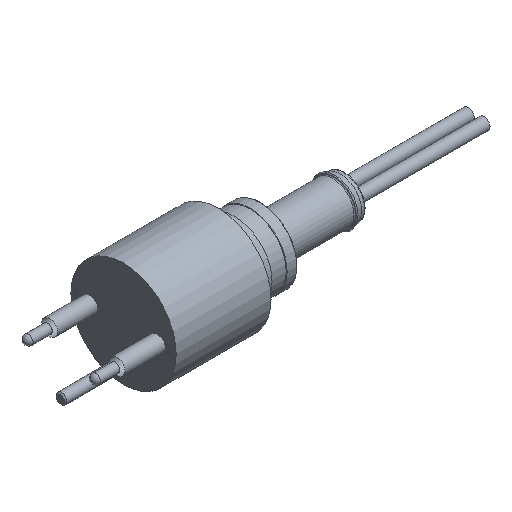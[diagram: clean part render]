
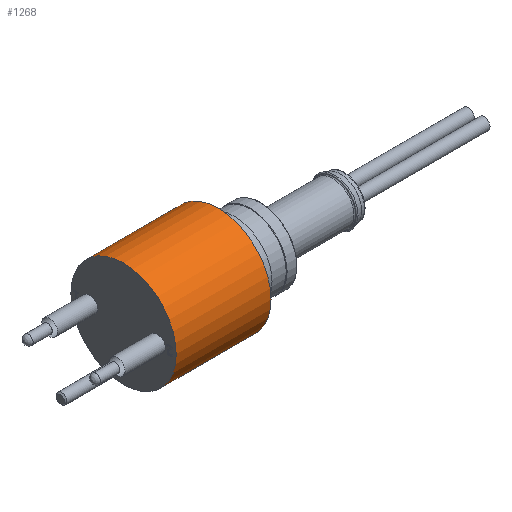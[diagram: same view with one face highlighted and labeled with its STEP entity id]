
A CAD part, isometric view. The second image highlights one B-rep face of the part: STEP entity #1268.
In plain terms, the highlighted cylindrical face has radius 15.875 mm (diameter 31.75 mm), a full revolution.
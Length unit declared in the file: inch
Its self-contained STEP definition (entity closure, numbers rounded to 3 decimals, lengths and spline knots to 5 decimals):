
#26=CYLINDRICAL_SURFACE('',#1393,0.625);
#89=CIRCLE('',#1380,0.625);
#90=CIRCLE('',#1381,0.625);
#93=CIRCLE('',#1385,0.625);
#94=CIRCLE('',#1386,0.625);
#210=FACE_OUTER_BOUND('',#292,.T.);
#292=EDGE_LOOP('',(#996,#997,#998,#999,#1000,#1001));
#377=LINE('',#2230,#454);
#454=VECTOR('',#1670,0.625);
#564=VERTEX_POINT('',#2204);
#565=VERTEX_POINT('',#2205);
#568=VERTEX_POINT('',#2213);
#569=VERTEX_POINT('',#2214);
#720=EDGE_CURVE('',#564,#565,#89,.T.);
#721=EDGE_CURVE('',#565,#564,#90,.T.);
#724=EDGE_CURVE('',#568,#569,#93,.T.);
#725=EDGE_CURVE('',#569,#568,#94,.T.);
#732=EDGE_CURVE('',#569,#565,#377,.T.);
#996=ORIENTED_EDGE('',*,*,#724,.F.);
#997=ORIENTED_EDGE('',*,*,#725,.F.);
#998=ORIENTED_EDGE('',*,*,#732,.T.);
#999=ORIENTED_EDGE('',*,*,#721,.T.);
#1000=ORIENTED_EDGE('',*,*,#720,.T.);
#1001=ORIENTED_EDGE('',*,*,#732,.F.);
#1268=ADVANCED_FACE('',(#210),#26,.T.);
#1380=AXIS2_PLACEMENT_3D('',#2206,#1642,#1643);
#1381=AXIS2_PLACEMENT_3D('',#2207,#1644,#1645);
#1385=AXIS2_PLACEMENT_3D('',#2215,#1652,#1653);
#1386=AXIS2_PLACEMENT_3D('',#2216,#1654,#1655);
#1393=AXIS2_PLACEMENT_3D('',#2229,#1668,#1669);
#1642=DIRECTION('center_axis',(-1.,0.,0.));
#1643=DIRECTION('ref_axis',(0.,0.,1.));
#1644=DIRECTION('center_axis',(-1.,0.,0.));
#1645=DIRECTION('ref_axis',(0.,0.,1.));
#1652=DIRECTION('center_axis',(-1.,0.,0.));
#1653=DIRECTION('ref_axis',(0.,0.,1.));
#1654=DIRECTION('center_axis',(-1.,0.,0.));
#1655=DIRECTION('ref_axis',(0.,0.,1.));
#1668=DIRECTION('center_axis',(-1.,0.,0.));
#1669=DIRECTION('ref_axis',(0.,0.,1.));
#1670=DIRECTION('',(1.,0.,0.));
#2204=CARTESIAN_POINT('',(1.125,-0.00017,0.625));
#2205=CARTESIAN_POINT('',(1.125,0.00017,-0.625));
#2206=CARTESIAN_POINT('Origin',(1.125,0.,0.));
#2207=CARTESIAN_POINT('Origin',(1.125,0.,0.));
#2213=CARTESIAN_POINT('',(0.,-0.00017,0.625));
#2214=CARTESIAN_POINT('',(0.,0.00017,-0.625));
#2215=CARTESIAN_POINT('Origin',(0.,0.,
0.));
#2216=CARTESIAN_POINT('Origin',(0.,0.,
0.));
#2229=CARTESIAN_POINT('Origin',(0.,0.,
0.));
#2230=CARTESIAN_POINT('',(0.,0.00017,-0.625));
